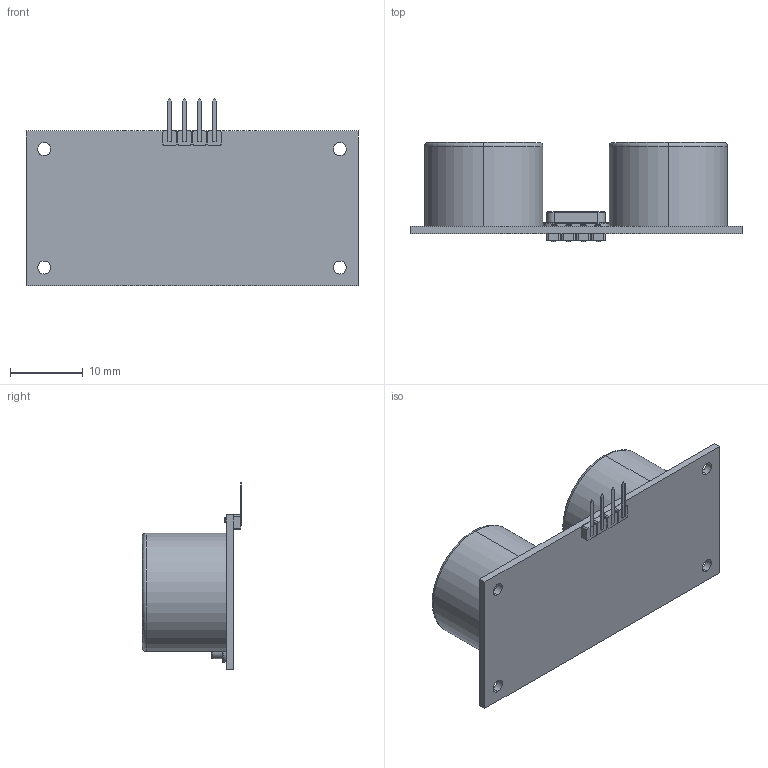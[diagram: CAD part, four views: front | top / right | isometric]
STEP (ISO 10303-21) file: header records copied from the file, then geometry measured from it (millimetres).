
FILE_DESCRIPTION (( 'STEP AP203' ), '1' );
FILE_NAME ('Ultrasonic Sensor_Default_sldprt.STEP', '2025-10-04T22:43:25', ( '' ), ( '' ), 'SwSTEP 2.0', 'SolidWorks 2023', '' );
FILE_SCHEMA (( 'CONFIG_CONTROL_DESIGN' ));
Length unit declared in the file: millimetre
Products named in the file (1): Ultrasonic Sensor_Default_sldprt
Bounding box: 45.7 x 13.64 x 25.8 mm (x, y, z)
Volume: 4745.5 mm3; surface area: 6305 mm2
Topology: 20 solids, 20 shells, 350 faces, 837 edges, 550 vertices
Faces by surface type: plane 180, bspline 85, cylinder 60, torus 17, cone 8
Entity records: 14621 total; most frequent: CARTESIAN_POINT 6839, ORIENTED_EDGE 1674, DIRECTION 1362, EDGE_CURVE 837, VERTEX_POINT 550, VECTOR 504, LINE 504, AXIS2_PLACEMENT_3D 429
